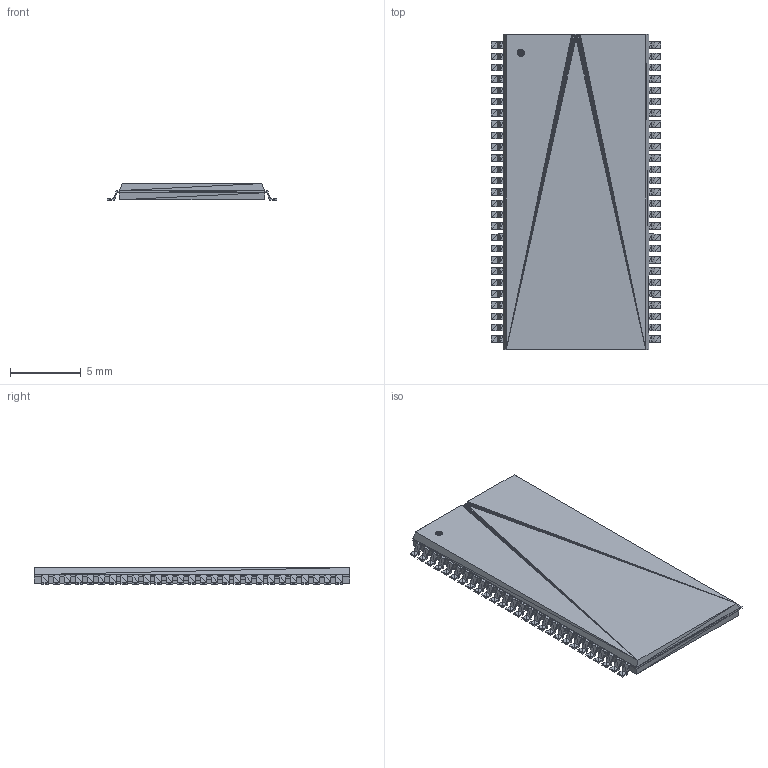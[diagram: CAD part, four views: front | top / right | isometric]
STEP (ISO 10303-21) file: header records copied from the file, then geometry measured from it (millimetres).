
FILE_DESCRIPTION(('STEP AP214'),'1');
FILE_NAME('TSOP-54_11P96X22P35-M','2018-07-18T23:00:15',(''),(''),'','','');
FILE_SCHEMA(('AUTOMOTIVE_DESIGN'));
Length unit declared in the file: millimetre
Products named in the file (1): product
Bounding box: 11.96 x 22.35 x 1.2 mm (x, y, z)
Surface area: 605.3 mm2 (no closed solid volume)
Topology: 0 solids, 1741 shells, 1741 faces, 5223 edges, 5223 vertices
Faces by surface type: plane 1741
Entity records: 57512 total; most frequent: CARTESIAN_POINT 12188, DIRECTION 8707, ORIENTED_EDGE 5223, EDGE_CURVE 5223, VERTEX_POINT 5223, LINE 5223, VECTOR 5223, AXIS2_PLACEMENT_3D 1742
